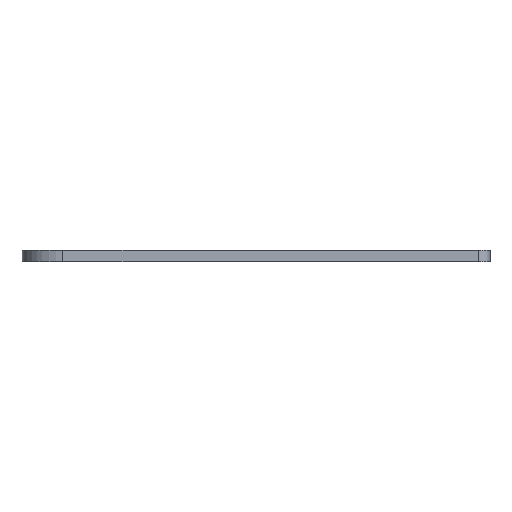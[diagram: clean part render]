
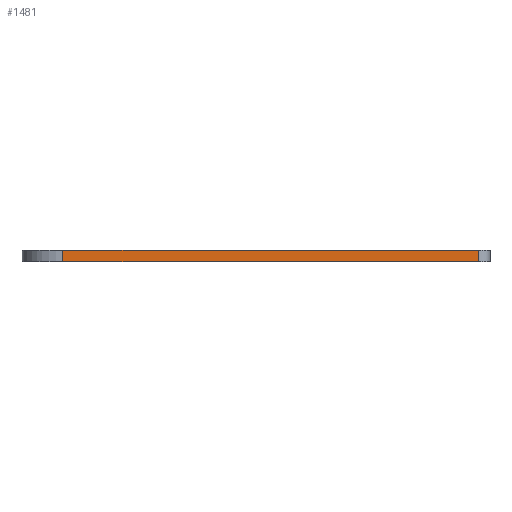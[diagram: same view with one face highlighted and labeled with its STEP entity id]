
A CAD part, front view. The second image highlights one B-rep face of the part: STEP entity #1481.
In plain terms, the highlighted planar face has unit normal (0, -1, 0).
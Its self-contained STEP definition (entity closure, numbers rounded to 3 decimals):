
#275=CARTESIAN_POINT('',(19.,-20.,-0.5));
#276=VERTEX_POINT('',#275);
#284=CARTESIAN_POINT('',(-16.5,-20.0,-0.5));
#285=VERTEX_POINT('',#284);
#286=CARTESIAN_POINT('',(-16.5,-20.0,-0.5));
#287=DIRECTION('',(1.0,0.0,0.0));
#288=VECTOR('',#287,35.5);
#289=LINE('',#286,#288);
#290=EDGE_CURVE('',#285,#276,#289,.T.);
#786=CARTESIAN_POINT('',(-16.5,-20.0,0.5));
#787=VERTEX_POINT('',#786);
#788=CARTESIAN_POINT('',(-16.5,-20.0,-0.5));
#789=DIRECTION('',(0.0,0.0,1.0));
#790=VECTOR('',#789,1.0);
#791=LINE('',#788,#790);
#792=EDGE_CURVE('',#285,#787,#791,.T.);
#979=CARTESIAN_POINT('',(19.,-20.,0.5));
#980=VERTEX_POINT('',#979);
#981=CARTESIAN_POINT('',(19.,-20.,0.5));
#982=DIRECTION('',(-1.0,0.0,0.0));
#983=VECTOR('',#982,35.5);
#984=LINE('',#981,#983);
#985=EDGE_CURVE('',#980,#787,#984,.T.);
#1465=CARTESIAN_POINT('',(20.,-20.,0.0));
#1466=DIRECTION('',(0.0,-1.0,0.0));
#1467=DIRECTION('',(0.0,0.0,-1.0));
#1468=AXIS2_PLACEMENT_3D('',#1465,#1466,#1467);
#1469=PLANE('',#1468);
#1470=ORIENTED_EDGE('',*,*,#792,.F.);
#1471=ORIENTED_EDGE('',*,*,#290,.T.);
#1472=CARTESIAN_POINT('',(19.,-20.,0.5));
#1473=DIRECTION('',(0.0,0.0,-1.0));
#1474=VECTOR('',#1473,1.0);
#1475=LINE('',#1472,#1474);
#1476=EDGE_CURVE('',#980,#276,#1475,.T.);
#1477=ORIENTED_EDGE('',*,*,#1476,.F.);
#1478=ORIENTED_EDGE('',*,*,#985,.T.);
#1479=EDGE_LOOP('',(#1470,#1471,#1477,#1478));
#1480=FACE_OUTER_BOUND('',#1479,.T.);
#1481=ADVANCED_FACE('',(#1480),#1469,.T.);
